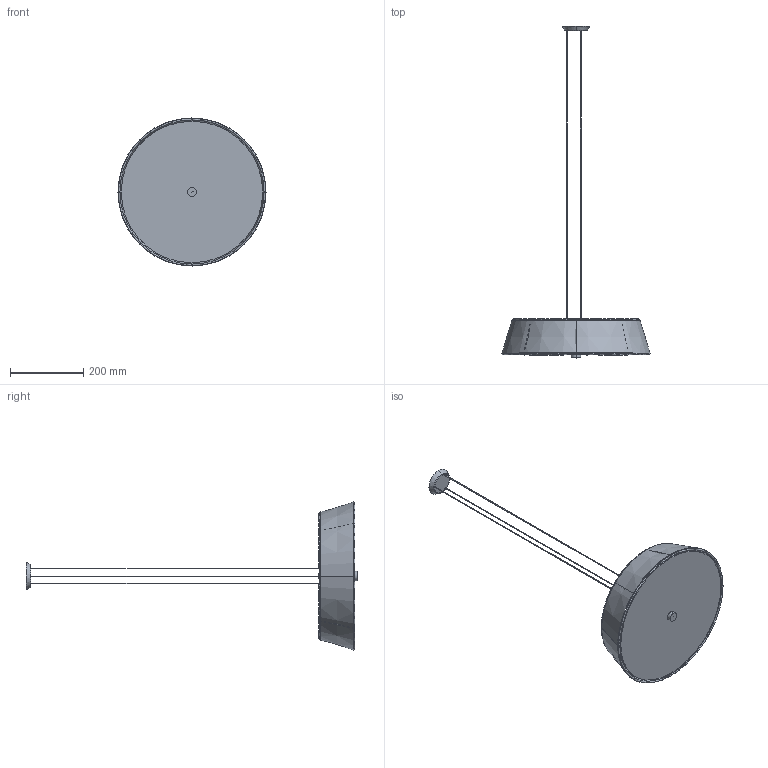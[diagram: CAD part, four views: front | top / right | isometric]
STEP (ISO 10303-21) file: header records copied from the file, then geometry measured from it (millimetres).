
FILE_DESCRIPTION (( 'STEP AP203' ), '1' );
FILE_NAME ('LILITH S 40_STEP.STEP', '2016-01-08T15:32:08', ( 'admin' ), ( '' ), 'SwSTEP 2.0', 'SolidWorks 2015', '' );
FILE_SCHEMA (( 'CONFIG_CONTROL_DESIGN' ));
Length unit declared in the file: millimetre
Products named in the file (2): LILITH S 40_STEP
Bounding box: 404.14 x 906.37 x 404.14 mm (x, y, z)
Volume: 651704.8 mm3; surface area: 557878.1 mm2
Topology: 13 solids, 13 shells, 130 faces, 343 edges, 227 vertices
Faces by surface type: cylinder 64, plane 40, cone 14, torus 12
Entity records: 6711 total; most frequent: CARTESIAN_POINT 3356, ORIENTED_EDGE 682, DIRECTION 655, EDGE_CURVE 341, AXIS2_PLACEMENT_3D 288, VERTEX_POINT 227, CIRCLE 156, EDGE_LOOP 152
